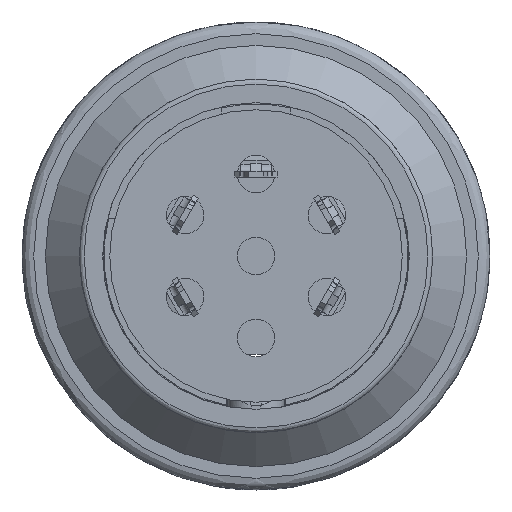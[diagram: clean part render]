
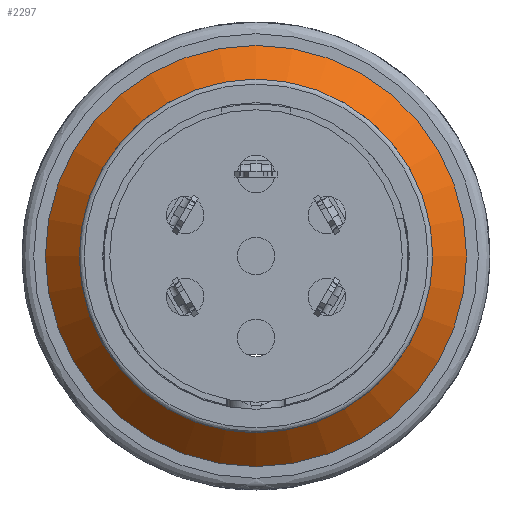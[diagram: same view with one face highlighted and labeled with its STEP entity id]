
A CAD part, left-side view. The second image highlights one B-rep face of the part: STEP entity #2297.
In plain terms, the highlighted conical face has half-angle 45 degrees and reference radius 7.55 mm.
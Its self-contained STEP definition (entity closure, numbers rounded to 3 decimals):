
#1221=CONICAL_SURFACE('',#10529,7.55,45.);
#1537=FACE_BOUND('',#3334,.T.);
#1538=FACE_BOUND('',#3335,.T.);
#2297=ADVANCED_FACE('',(#1537,#1538),#1221,.T.);
#3334=EDGE_LOOP('',(#6057));
#3335=EDGE_LOOP('',(#6058));
#3571=CIRCLE('',#10526,7.55);
#3572=CIRCLE('',#10528,9.);
#6057=ORIENTED_EDGE('',*,*,#8197,.T.);
#6058=ORIENTED_EDGE('',*,*,#8198,.F.);
#6938=VERTEX_POINT('',#18299);
#6939=VERTEX_POINT('',#18302);
#8197=EDGE_CURVE('',#6938,#6938,#3571,.T.);
#8198=EDGE_CURVE('',#6939,#6939,#3572,.T.);
#10526=AXIS2_PLACEMENT_3D('',#18298,#12645,#12646);
#10528=AXIS2_PLACEMENT_3D('',#18301,#12649,#12650);
#10529=AXIS2_PLACEMENT_3D('',#18303,#12651,#12652);
#12645=DIRECTION('',(1.,0.,0.));
#12646=DIRECTION('',(0.,0.,-1.));
#12649=DIRECTION('',(1.,0.,0.));
#12650=DIRECTION('',(0.,0.,-1.));
#12651=DIRECTION('',(1.,0.,0.));
#12652=DIRECTION('',(0.,0.,-1.));
#18298=CARTESIAN_POINT('',(1.05,0.,0.471));
#18299=CARTESIAN_POINT('',(1.05,0.,-7.079));
#18301=CARTESIAN_POINT('',(2.5,0.,0.471));
#18302=CARTESIAN_POINT('',(2.5,0.,-8.529));
#18303=CARTESIAN_POINT('',(1.05,0.,0.471));
